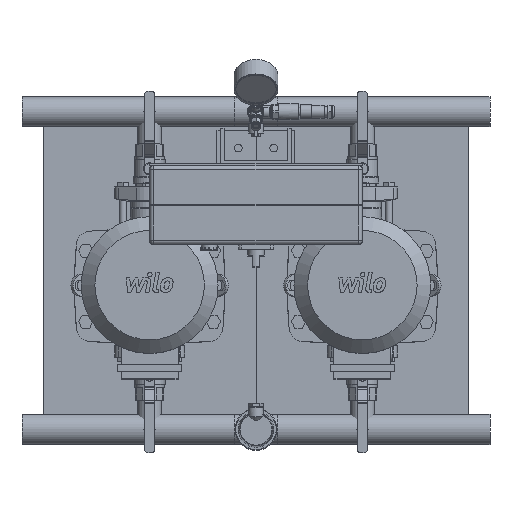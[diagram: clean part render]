
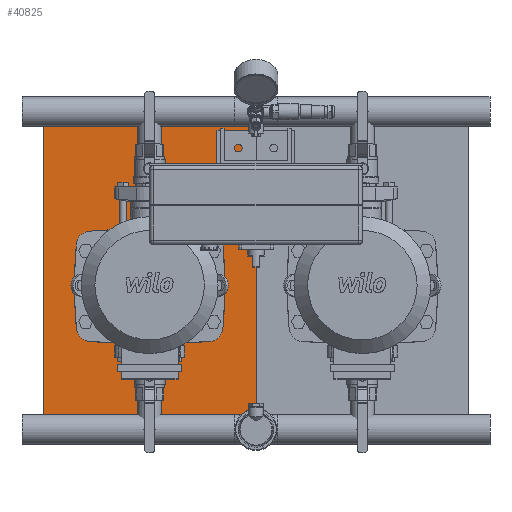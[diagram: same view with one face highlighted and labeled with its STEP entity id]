
A CAD part, top view. The second image highlights one B-rep face of the part: STEP entity #40825.
In plain terms, the highlighted planar face has unit normal (0, 0, 1).
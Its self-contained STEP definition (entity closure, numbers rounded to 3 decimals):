
#628=LINE('',#60213,#4541);
#629=LINE('',#60215,#4542);
#630=LINE('',#60217,#4543);
#631=LINE('',#60218,#4544);
#4541=VECTOR('',#47776,10.);
#4542=VECTOR('',#47777,10.);
#4543=VECTOR('',#47778,10.);
#4544=VECTOR('',#47779,10.);
#9700=FACE_OUTER_BOUND('',#12193,.T.);
#12193=EDGE_LOOP('',(#27214,#27215,#27216,#27217));
#17117=VERTEX_POINT('',#60211);
#17118=VERTEX_POINT('',#60212);
#17119=VERTEX_POINT('',#60214);
#17120=VERTEX_POINT('',#60216);
#21212=EDGE_CURVE('',#17117,#17118,#628,.T.);
#21213=EDGE_CURVE('',#17119,#17118,#629,.T.);
#21214=EDGE_CURVE('',#17119,#17120,#630,.T.);
#21215=EDGE_CURVE('',#17120,#17117,#631,.T.);
#27214=ORIENTED_EDGE('',*,*,#21212,.T.);
#27215=ORIENTED_EDGE('',*,*,#21213,.F.);
#27216=ORIENTED_EDGE('',*,*,#21214,.T.);
#27217=ORIENTED_EDGE('',*,*,#21215,.T.);
#39080=PLANE('',#43431);
#40825=ADVANCED_FACE('',(#9700),#39080,.T.);
#43431=AXIS2_PLACEMENT_3D('',#60210,#47774,#47775);
#47774=DIRECTION('center_axis',(0.,0.,1.));
#47775=DIRECTION('ref_axis',(0.,-1.,0.));
#47776=DIRECTION('',(0.,1.,0.));
#47777=DIRECTION('',(1.,0.,0.));
#47778=DIRECTION('',(0.,-1.,0.));
#47779=DIRECTION('',(1.,0.,0.));
#60210=CARTESIAN_POINT('Origin',(30.,0.,90.));
#60211=CARTESIAN_POINT('',(330.,-225.,90.));
#60212=CARTESIAN_POINT('',(330.,225.,90.));
#60213=CARTESIAN_POINT('',(330.,225.,90.));
#60214=CARTESIAN_POINT('',(30.,225.,90.));
#60215=CARTESIAN_POINT('',(30.,225.,90.));
#60216=CARTESIAN_POINT('',(30.,-225.,90.));
#60217=CARTESIAN_POINT('',(30.,0.,90.));
#60218=CARTESIAN_POINT('',(30.,-225.,90.));
